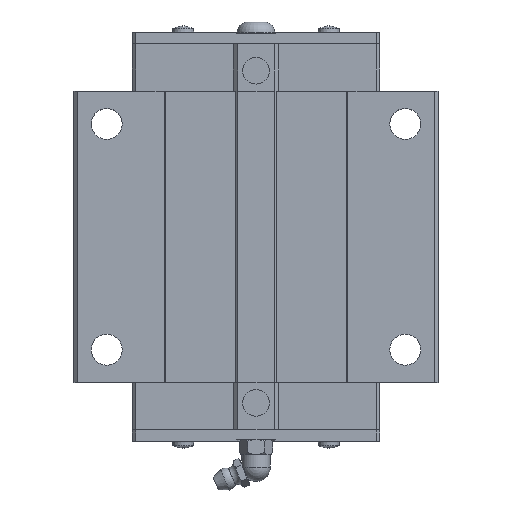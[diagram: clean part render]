
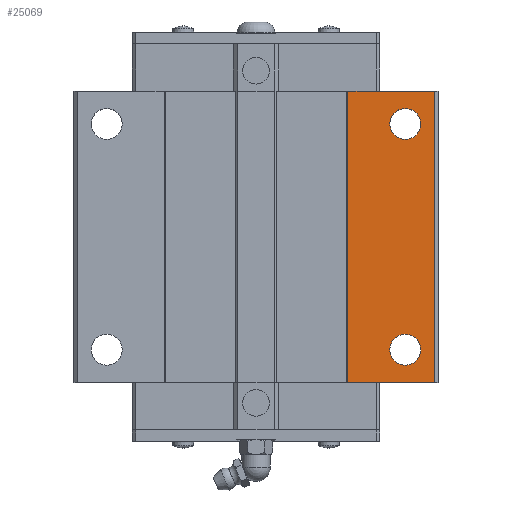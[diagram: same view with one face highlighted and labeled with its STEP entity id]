
A CAD part, top view. The second image highlights one B-rep face of the part: STEP entity #25069.
In plain terms, the highlighted planar face has unit normal (0, 0, 1).
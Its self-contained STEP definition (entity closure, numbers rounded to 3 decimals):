
#796 = DIRECTION ( 'NONE',  ( -1., 0., 0. ) ) ;
#800 = LINE ( 'NONE', #6776, #13391 ) ;
#927 = CARTESIAN_POINT ( 'NONE',  ( 0., 96.201, 48. ) ) ;
#1020 = DIRECTION ( 'NONE',  ( 0., 0., 1. ) ) ;
#1034 = LINE ( 'NONE', #1785, #21350 ) ;
#1785 = CARTESIAN_POINT ( 'NONE',  ( 0., 16.201, 48. ) ) ;
#1808 = EDGE_CURVE ( 'NONE', #21160, #22329, #2516, .T. ) ;
#1957 = DIRECTION ( 'NONE',  ( 0., 0., -1. ) ) ;
#2516 = CIRCLE ( 'NONE', #19095, 4.25 ) ;
#3635 = AXIS2_PLACEMENT_3D ( 'NONE', #16212, #11831, #22094 ) ;
#3876 = DIRECTION ( 'NONE',  ( 1., 0., 0. ) ) ;
#4346 = DIRECTION ( 'NONE',  ( 0., -1., 0. ) ) ;
#4437 = VERTEX_POINT ( 'NONE', #11959 ) ;
#4559 = EDGE_CURVE ( 'NONE', #18795, #16251, #8474, .T. ) ;
#5256 = EDGE_LOOP ( 'NONE', ( #21853, #19066 ) ) ;
#6776 = CARTESIAN_POINT ( 'NONE',  ( 49., 96.201, 48. ) ) ;
#7444 = CARTESIAN_POINT ( 'NONE',  ( 25.25, 16.201, 48. ) ) ;
#8015 = CARTESIAN_POINT ( 'NONE',  ( 25.25, 96.201, 48. ) ) ;
#8474 = LINE ( 'NONE', #12600, #9706 ) ;
#8623 = EDGE_LOOP ( 'NONE', ( #15767, #9692 ) ) ;
#8691 = ORIENTED_EDGE ( 'NONE', *, *, #4559, .T. ) ;
#9200 = CARTESIAN_POINT ( 'NONE',  ( 45.25, 87.201, 48. ) ) ;
#9617 = AXIS2_PLACEMENT_3D ( 'NONE', #16712, #1020, #17238 ) ;
#9692 = ORIENTED_EDGE ( 'NONE', *, *, #1808, .T. ) ;
#9706 = VECTOR ( 'NONE', #4346, 1000. ) ;
#10867 = FACE_OUTER_BOUND ( 'NONE', #15558, .T. ) ;
#11020 = VERTEX_POINT ( 'NONE', #12481 ) ;
#11131 = PLANE ( 'NONE',  #9617 ) ;
#11191 = ORIENTED_EDGE ( 'NONE', *, *, #13801, .T. ) ;
#11560 = LINE ( 'NONE', #927, #19689 ) ;
#11727 = CARTESIAN_POINT ( 'NONE',  ( 41., 25.201, 48. ) ) ;
#11831 = DIRECTION ( 'NONE',  ( 0., 0., -1. ) ) ;
#11934 = CARTESIAN_POINT ( 'NONE',  ( 41., 25.201, 48. ) ) ;
#11959 = CARTESIAN_POINT ( 'NONE',  ( 36.75, 87.201, 48. ) ) ;
#11969 = CARTESIAN_POINT ( 'NONE',  ( 41., 87.201, 48. ) ) ;
#12225 = DIRECTION ( 'NONE',  ( 0., 0., -1. ) ) ;
#12481 = CARTESIAN_POINT ( 'NONE',  ( 49., 96.201, 48. ) ) ;
#12600 = CARTESIAN_POINT ( 'NONE',  ( 25.25, 116.201, 48. ) ) ;
#12603 = VERTEX_POINT ( 'NONE', #9200 ) ;
#12906 = DIRECTION ( 'NONE',  ( 0., -1., 0. ) ) ;
#13127 = FACE_BOUND ( 'NONE', #8623, .T. ) ;
#13391 = VECTOR ( 'NONE', #12906, 1000. ) ;
#13801 = EDGE_CURVE ( 'NONE', #11020, #18795, #11560, .T. ) ;
#14721 = ORIENTED_EDGE ( 'NONE', *, *, #16119, .F. ) ;
#15019 = CIRCLE ( 'NONE', #24378, 4.25 ) ;
#15558 = EDGE_LOOP ( 'NONE', ( #8691, #18864, #14721, #11191 ) ) ;
#15561 = AXIS2_PLACEMENT_3D ( 'NONE', #11969, #12225, #24220 ) ;
#15694 = CARTESIAN_POINT ( 'NONE',  ( 36.75, 25.201, 48. ) ) ;
#15767 = ORIENTED_EDGE ( 'NONE', *, *, #17801, .T. ) ;
#16119 = EDGE_CURVE ( 'NONE', #11020, #16608, #800, .T. ) ;
#16212 = CARTESIAN_POINT ( 'NONE',  ( 41., 87.201, 48. ) ) ;
#16251 = VERTEX_POINT ( 'NONE', #7444 ) ;
#16396 = EDGE_CURVE ( 'NONE', #12603, #4437, #26156, .T. ) ;
#16608 = VERTEX_POINT ( 'NONE', #21535 ) ;
#16712 = CARTESIAN_POINT ( 'NONE',  ( 0., 96.201, 48. ) ) ;
#17238 = DIRECTION ( 'NONE',  ( 1., 0., 0. ) ) ;
#17545 = EDGE_CURVE ( 'NONE', #4437, #12603, #21090, .T. ) ;
#17801 = EDGE_CURVE ( 'NONE', #22329, #21160, #15019, .T. ) ;
#17912 = DIRECTION ( 'NONE',  ( 1., 0., 0. ) ) ;
#18710 = FACE_BOUND ( 'NONE', #5256, .T. ) ;
#18795 = VERTEX_POINT ( 'NONE', #8015 ) ;
#18864 = ORIENTED_EDGE ( 'NONE', *, *, #20487, .T. ) ;
#19066 = ORIENTED_EDGE ( 'NONE', *, *, #17545, .T. ) ;
#19095 = AXIS2_PLACEMENT_3D ( 'NONE', #11727, #21595, #3876 ) ;
#19689 = VECTOR ( 'NONE', #796, 1000. ) ;
#20487 = EDGE_CURVE ( 'NONE', #16251, #16608, #1034, .T. ) ;
#21090 = CIRCLE ( 'NONE', #15561, 4.25 ) ;
#21160 = VERTEX_POINT ( 'NONE', #15694 ) ;
#21350 = VECTOR ( 'NONE', #25386, 1000. ) ;
#21535 = CARTESIAN_POINT ( 'NONE',  ( 49., 16.201, 48. ) ) ;
#21595 = DIRECTION ( 'NONE',  ( 0., 0., -1. ) ) ;
#21853 = ORIENTED_EDGE ( 'NONE', *, *, #16396, .T. ) ;
#22094 = DIRECTION ( 'NONE',  ( 1., 0., 0. ) ) ;
#22329 = VERTEX_POINT ( 'NONE', #23813 ) ;
#23813 = CARTESIAN_POINT ( 'NONE',  ( 45.25, 25.201, 48. ) ) ;
#24220 = DIRECTION ( 'NONE',  ( 1., 0., 0. ) ) ;
#24378 = AXIS2_PLACEMENT_3D ( 'NONE', #11934, #1957, #17912 ) ;
#25069 = ADVANCED_FACE ( 'NONE', ( #10867, #18710, #13127 ), #11131, .T. ) ;
#25386 = DIRECTION ( 'NONE',  ( 1., 0., 0. ) ) ;
#26156 = CIRCLE ( 'NONE', #3635, 4.25 ) ;
